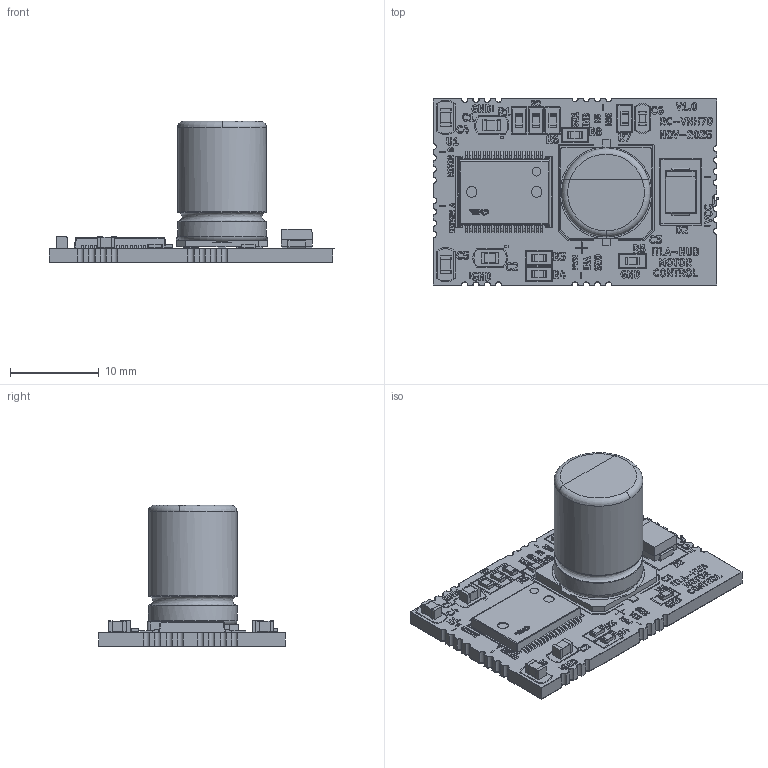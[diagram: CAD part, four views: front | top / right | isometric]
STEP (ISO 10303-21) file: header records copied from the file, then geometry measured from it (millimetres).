
FILE_DESCRIPTION(('KiCad electronic assembly'),'2;1');
FILE_NAME('H_bridge.step','2025-11-23T18:22:04',('Pcbnew'),('Kicad'), 'Open CASCADE STEP processor 7.9','KiCad to STEP converter','Unknown' );
FILE_SCHEMA(('AUTOMOTIVE_DESIGN { 1 0 10303 214 1 1 1 1 }'));
Length unit declared in the file: millimetre
Products named in the file (11): H_bridge 1; C_0805_2012Metric; D_SMB; CP_Elec_10x14.3; R_0603_1608Metric; C_0603_1608Metric; POWERSSO-36_L10.3-W7.5-H2.3-P0.50-LS10.3-BL-EP_VNH5050ATR-E; H_bridge_silkscreen; H_bridge_soldermask; H_bridge_PCB
Assembly tree (20 placements, depth 2):
  H_bridge 1
    C_0805_2012Metric  x4
    D_SMB
    CP_Elec_10x14.3
    R_0603_1608Metric  x8
    C_0603_1608Metric
    POWERSSO-36_L10.3-W7.5-H2.3-P0.50-LS10.3-BL-EP_VNH5050ATR-E
    H_bridge_silkscreen
    H_bridge_soldermask
    H_bridge_soldermask
    H_bridge_PCB
Bounding box: 32.22 x 21 x 15.95 mm (x, y, z)
Volume: 2352.5 mm3; surface area: 4107.5 mm2
Topology: 17 solids, 165 shells, 1462 faces, 6199 edges, 4964 vertices
Faces by surface type: plane 986, cylinder 337, bspline 124, sphere 10, torus 4, revolution 1
Full cylindrical faces by diameter (mm): 10 x2
Entity records: 66004 total; most frequent: CARTESIAN_POINT 13587, DIRECTION 8649, ORIENTED_EDGE 8359, EDGE_CURVE 5507, VERTEX_POINT 4512, LINE 4028, VECTOR 4028, AXIS2_PLACEMENT_3D 2310
